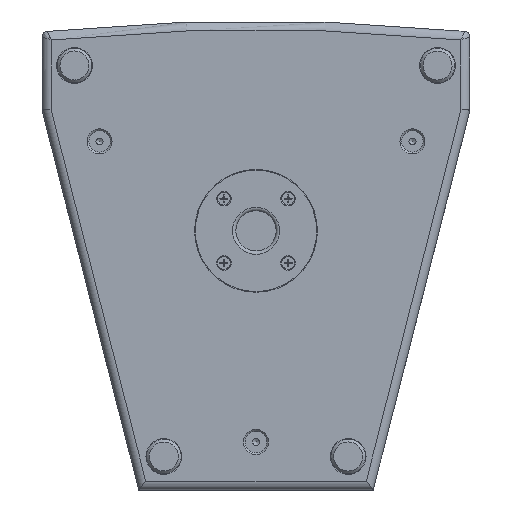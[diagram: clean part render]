
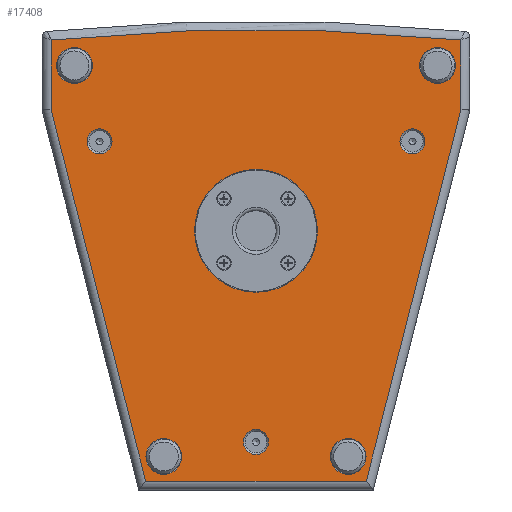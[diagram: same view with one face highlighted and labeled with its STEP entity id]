
A CAD part, front view. The second image highlights one B-rep face of the part: STEP entity #17408.
In plain terms, the highlighted planar face has unit normal (0, -1, 0).
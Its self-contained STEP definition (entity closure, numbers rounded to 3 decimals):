
#598=FACE_BOUND('',#4042,.T.);
#599=FACE_BOUND('',#4043,.T.);
#600=FACE_BOUND('',#4044,.T.);
#601=FACE_BOUND('',#4045,.T.);
#602=FACE_BOUND('',#4046,.T.);
#603=FACE_BOUND('',#4047,.T.);
#604=FACE_BOUND('',#4048,.T.);
#605=FACE_BOUND('',#4049,.T.);
#1890=PLANE('',#19110);
#2956=FACE_OUTER_BOUND('',#4041,.T.);
#4041=EDGE_LOOP('',(#15088,#15089,#15090,#15091,#15092,#15093));
#4042=EDGE_LOOP('',(#15094));
#4043=EDGE_LOOP('',(#15095));
#4044=EDGE_LOOP('',(#15096));
#4045=EDGE_LOOP('',(#15097));
#4046=EDGE_LOOP('',(#15098));
#4047=EDGE_LOOP('',(#15099));
#4048=EDGE_LOOP('',(#15100));
#4049=EDGE_LOOP('',(#15101));
#5156=LINE('',#32014,#6143);
#5157=LINE('',#32016,#6144);
#5158=LINE('',#32018,#6145);
#5159=LINE('',#32020,#6146);
#5160=LINE('',#32021,#6147);
#6143=VECTOR('',#23143,1000.);
#6144=VECTOR('',#23144,1000.);
#6145=VECTOR('',#23145,1000.);
#6146=VECTOR('',#23146,1000.);
#6147=VECTOR('',#23147,1000.);
#6982=CIRCLE('',#19087,1849.8);
#6984=CIRCLE('',#19090,11.2);
#6985=CIRCLE('',#19092,11.2);
#6986=CIRCLE('',#19094,11.2);
#6988=CIRCLE('',#19097,16.);
#6990=CIRCLE('',#19100,16.);
#6992=CIRCLE('',#19103,16.);
#6994=CIRCLE('',#19106,16.);
#6996=CIRCLE('',#19109,55.);
#8543=VERTEX_POINT('',#31832);
#8544=VERTEX_POINT('',#31833);
#8547=VERTEX_POINT('',#31971);
#8548=VERTEX_POINT('',#31975);
#8549=VERTEX_POINT('',#31979);
#8551=VERTEX_POINT('',#31985);
#8553=VERTEX_POINT('',#31991);
#8555=VERTEX_POINT('',#31997);
#8557=VERTEX_POINT('',#32003);
#8559=VERTEX_POINT('',#32009);
#8560=VERTEX_POINT('',#32013);
#8561=VERTEX_POINT('',#32015);
#8562=VERTEX_POINT('',#32017);
#8563=VERTEX_POINT('',#32019);
#10788=EDGE_CURVE('',#8543,#8544,#6982,.T.);
#10793=EDGE_CURVE('',#8547,#8547,#6984,.T.);
#10795=EDGE_CURVE('',#8548,#8548,#6985,.T.);
#10797=EDGE_CURVE('',#8549,#8549,#6986,.T.);
#10800=EDGE_CURVE('',#8551,#8551,#6988,.T.);
#10803=EDGE_CURVE('',#8553,#8553,#6990,.T.);
#10806=EDGE_CURVE('',#8555,#8555,#6992,.T.);
#10809=EDGE_CURVE('',#8557,#8557,#6994,.T.);
#10812=EDGE_CURVE('',#8559,#8559,#6996,.T.);
#10813=EDGE_CURVE('',#8560,#8543,#5156,.T.);
#10814=EDGE_CURVE('',#8544,#8561,#5157,.T.);
#10815=EDGE_CURVE('',#8561,#8562,#5158,.T.);
#10816=EDGE_CURVE('',#8562,#8563,#5159,.T.);
#10817=EDGE_CURVE('',#8563,#8560,#5160,.T.);
#15088=ORIENTED_EDGE('',*,*,#10813,.T.);
#15089=ORIENTED_EDGE('',*,*,#10788,.T.);
#15090=ORIENTED_EDGE('',*,*,#10814,.T.);
#15091=ORIENTED_EDGE('',*,*,#10815,.T.);
#15092=ORIENTED_EDGE('',*,*,#10816,.T.);
#15093=ORIENTED_EDGE('',*,*,#10817,.T.);
#15094=ORIENTED_EDGE('',*,*,#10793,.F.);
#15095=ORIENTED_EDGE('',*,*,#10795,.F.);
#15096=ORIENTED_EDGE('',*,*,#10812,.F.);
#15097=ORIENTED_EDGE('',*,*,#10809,.F.);
#15098=ORIENTED_EDGE('',*,*,#10806,.F.);
#15099=ORIENTED_EDGE('',*,*,#10803,.F.);
#15100=ORIENTED_EDGE('',*,*,#10800,.F.);
#15101=ORIENTED_EDGE('',*,*,#10797,.F.);
#17408=ADVANCED_FACE('',(#2956,#598,#599,#600,#601,#602,#603,#604,#605),
#1890,.F.);
#19087=AXIS2_PLACEMENT_3D('',#31834,#23087,#23088);
#19090=AXIS2_PLACEMENT_3D('',#31973,#23094,#23095);
#19092=AXIS2_PLACEMENT_3D('',#31977,#23099,#23100);
#19094=AXIS2_PLACEMENT_3D('',#31981,#23104,#23105);
#19097=AXIS2_PLACEMENT_3D('',#31987,#23111,#23112);
#19100=AXIS2_PLACEMENT_3D('',#31993,#23118,#23119);
#19103=AXIS2_PLACEMENT_3D('',#31999,#23125,#23126);
#19106=AXIS2_PLACEMENT_3D('',#32005,#23132,#23133);
#19109=AXIS2_PLACEMENT_3D('',#32011,#23139,#23140);
#19110=AXIS2_PLACEMENT_3D('',#32012,#23141,#23142);
#23087=DIRECTION('center_axis',(0.,-1.,0.));
#23088=DIRECTION('ref_axis',(0.,0.,1.));
#23094=DIRECTION('center_axis',(0.,-1.,0.));
#23095=DIRECTION('ref_axis',(0.,0.,-1.));
#23099=DIRECTION('center_axis',(0.,-1.,0.));
#23100=DIRECTION('ref_axis',(0.,0.,-1.));
#23104=DIRECTION('center_axis',(0.,-1.,0.));
#23105=DIRECTION('ref_axis',(0.,0.,-1.));
#23111=DIRECTION('center_axis',(0.,-1.,0.));
#23112=DIRECTION('ref_axis',(0.,0.,-1.));
#23118=DIRECTION('center_axis',(0.,-1.,0.));
#23119=DIRECTION('ref_axis',(0.,0.,-1.));
#23125=DIRECTION('center_axis',(0.,-1.,0.));
#23126=DIRECTION('ref_axis',(0.,0.,-1.));
#23132=DIRECTION('center_axis',(0.,-1.,0.));
#23133=DIRECTION('ref_axis',(0.,0.,-1.));
#23139=DIRECTION('center_axis',(0.,-1.,0.));
#23140=DIRECTION('ref_axis',(0.,0.,-1.));
#23141=DIRECTION('center_axis',(0.,1.,0.));
#23142=DIRECTION('ref_axis',(0.,0.,1.));
#23143=DIRECTION('',(0.,0.,1.));
#23144=DIRECTION('',(0.,0.,-1.));
#23145=DIRECTION('',(0.247,0.,-0.969));
#23146=DIRECTION('',(1.,0.,0.));
#23147=DIRECTION('',(0.247,0.,0.969));
#31832=CARTESIAN_POINT('',(183.5,0.,-17.124));
#31833=CARTESIAN_POINT('',(-183.5,0.,-17.124));
#31834=CARTESIAN_POINT('Origin',(0.,0.,-1857.8));
#31971=CARTESIAN_POINT('',(0.,0.,
-365.8));
#31973=CARTESIAN_POINT('Origin',(0.,0.,-377.));
#31975=CARTESIAN_POINT('',(140.032,0.,-96.702));
#31977=CARTESIAN_POINT('Origin',(140.032,0.,
-107.902));
#31979=CARTESIAN_POINT('',(-140.032,0.,-96.702));
#31981=CARTESIAN_POINT('Origin',(-140.032,0.,
-107.902));
#31985=CARTESIAN_POINT('',(-162.5,0.,-24.));
#31987=CARTESIAN_POINT('Origin',(-162.5,0.,-40.));
#31991=CARTESIAN_POINT('',(162.5,0.,-24.));
#31993=CARTESIAN_POINT('Origin',(162.5,0.,-40.));
#31997=CARTESIAN_POINT('',(82.5,0.,-374.));
#31999=CARTESIAN_POINT('Origin',(82.5,0.,-390.));
#32003=CARTESIAN_POINT('',(-82.5,0.,-374.));
#32005=CARTESIAN_POINT('Origin',(-82.5,0.,-390.));
#32009=CARTESIAN_POINT('',(0.,0.,-133.));
#32011=CARTESIAN_POINT('Origin',(0.,0.,-188.));
#32012=CARTESIAN_POINT('Origin',(0.,0.,-1857.8));
#32013=CARTESIAN_POINT('',(183.5,0.,-78.998));
#32014=CARTESIAN_POINT('',(183.5,0.,-1857.8));
#32015=CARTESIAN_POINT('',(-183.5,0.,-78.998));
#32016=CARTESIAN_POINT('',(-183.5,0.,-1857.8));
#32017=CARTESIAN_POINT('',(-98.78,0.,-412.));
#32018=CARTESIAN_POINT('',(252.692,0.,-1793.512));
#32019=CARTESIAN_POINT('',(98.78,0.,-412.));
#32020=CARTESIAN_POINT('',(0.,0.,-412.));
#32021=CARTESIAN_POINT('',(-252.692,0.,-1793.512));
